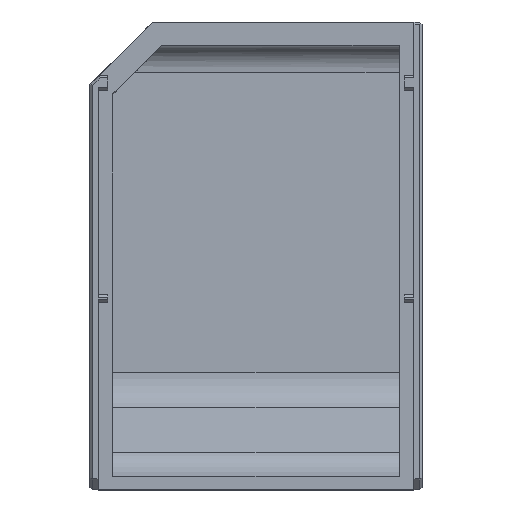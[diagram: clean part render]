
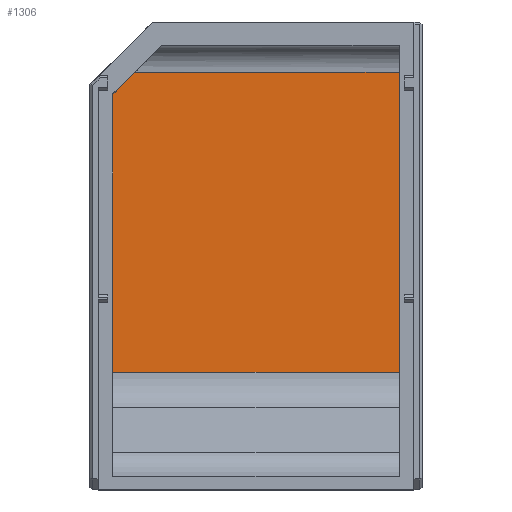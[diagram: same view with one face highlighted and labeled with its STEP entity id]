
A CAD part, top view. The second image highlights one B-rep face of the part: STEP entity #1306.
In plain terms, the highlighted planar face has unit normal (0, 0, 1).
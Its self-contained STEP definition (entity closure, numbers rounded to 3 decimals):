
#93 = CARTESIAN_POINT ( 'NONE',  ( -73.5, 43.334, 3. ) ) ;
#222 = VECTOR ( 'NONE', #3104, 1000. ) ;
#251 = VERTEX_POINT ( 'NONE', #3373 ) ;
#263 = ORIENTED_EDGE ( 'NONE', *, *, #3171, .F. ) ;
#388 = DIRECTION ( 'NONE',  ( 0.707, 0.707, 0. ) ) ;
#485 = DIRECTION ( 'NONE',  ( 0., 0., -1. ) ) ;
#612 = VECTOR ( 'NONE', #2570, 1000. ) ;
#614 = ORIENTED_EDGE ( 'NONE', *, *, #2418, .F. ) ;
#715 = DIRECTION ( 'NONE',  ( 1., 0., 0. ) ) ;
#845 = CARTESIAN_POINT ( 'NONE',  ( -52.75, 5., 3. ) ) ;
#893 = EDGE_CURVE ( 'NONE', #2328, #3330, #2464, .T. ) ;
#1028 = DIRECTION ( 'NONE',  ( -1., 0., 0. ) ) ;
#1112 = EDGE_CURVE ( 'NONE', #251, #3522, #3049, .T. ) ;
#1205 = DIRECTION ( 'NONE',  ( -1., 0., 0. ) ) ;
#1214 = LINE ( 'NONE', #1551, #1963 ) ;
#1306 = ADVANCED_FACE ( 'NONE', ( #3673 ), #1591, .F. ) ;
#1551 = CARTESIAN_POINT ( 'NONE',  ( -52.75, 145.979, 3. ) ) ;
#1563 = LINE ( 'NONE', #2136, #3248 ) ;
#1591 = PLANE ( 'NONE',  #3539 ) ;
#1664 = CARTESIAN_POINT ( 'NONE',  ( -52.75, 145.979, 3. ) ) ;
#1738 = CARTESIAN_POINT ( 'NONE',  ( 52.75, 172.5, 3. ) ) ;
#1806 = ORIENTED_EDGE ( 'NONE', *, *, #3117, .F. ) ;
#1963 = VECTOR ( 'NONE', #388, 1000. ) ;
#2033 = ORIENTED_EDGE ( 'NONE', *, *, #893, .F. ) ;
#2136 = CARTESIAN_POINT ( 'NONE',  ( -73.5, 154., 3. ) ) ;
#2328 = VERTEX_POINT ( 'NONE', #2651 ) ;
#2418 = EDGE_CURVE ( 'NONE', #3522, #2328, #3395, .T. ) ;
#2464 = LINE ( 'NONE', #845, #222 ) ;
#2474 = EDGE_LOOP ( 'NONE', ( #2562, #263, #1806, #2033, #614 ) ) ;
#2562 = ORIENTED_EDGE ( 'NONE', *, *, #1112, .F. ) ;
#2570 = DIRECTION ( 'NONE',  ( 0., -1., 0. ) ) ;
#2651 = CARTESIAN_POINT ( 'NONE',  ( -52.75, 43.334, 3. ) ) ;
#2907 = VERTEX_POINT ( 'NONE', #3108 ) ;
#3049 = LINE ( 'NONE', #1738, #612 ) ;
#3104 = DIRECTION ( 'NONE',  ( 0., 1., 0. ) ) ;
#3108 = CARTESIAN_POINT ( 'NONE',  ( -44.729, 154., 3. ) ) ;
#3117 = EDGE_CURVE ( 'NONE', #3330, #2907, #1214, .T. ) ;
#3171 = EDGE_CURVE ( 'NONE', #2907, #251, #1563, .T. ) ;
#3208 = VECTOR ( 'NONE', #1205, 1000. ) ;
#3237 = CARTESIAN_POINT ( 'NONE',  ( 52.75, 43.334, 3. ) ) ;
#3248 = VECTOR ( 'NONE', #715, 1000. ) ;
#3330 = VERTEX_POINT ( 'NONE', #1664 ) ;
#3373 = CARTESIAN_POINT ( 'NONE',  ( 52.75, 154., 3. ) ) ;
#3395 = LINE ( 'NONE', #93, #3208 ) ;
#3522 = VERTEX_POINT ( 'NONE', #3237 ) ;
#3539 = AXIS2_PLACEMENT_3D ( 'NONE', #3582, #485, #1028 ) ;
#3582 = CARTESIAN_POINT ( 'NONE',  ( -73.5, 154., 3. ) ) ;
#3673 = FACE_OUTER_BOUND ( 'NONE', #2474, .T. ) ;
